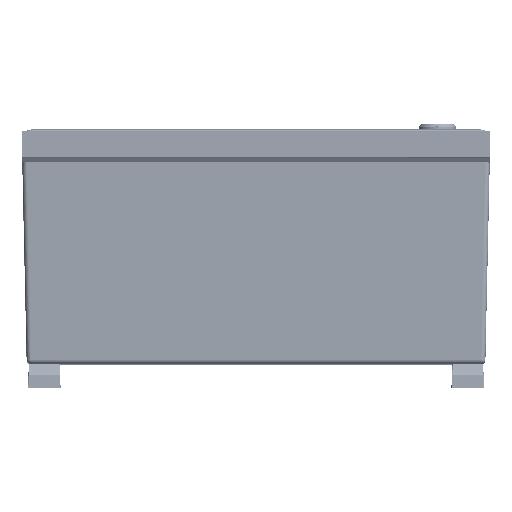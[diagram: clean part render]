
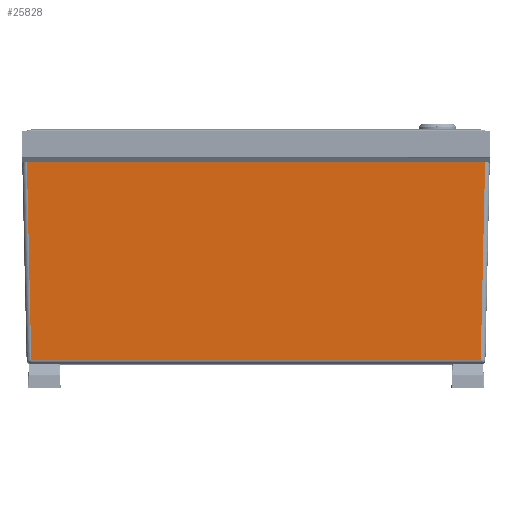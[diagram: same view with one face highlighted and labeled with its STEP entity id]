
A CAD part, top view. The second image highlights one B-rep face of the part: STEP entity #25828.
In plain terms, the highlighted face is planar.
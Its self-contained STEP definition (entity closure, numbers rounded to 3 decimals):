
#663=DIRECTION('',(1.,0.,0.));
#664=VECTOR('',#663,391.611);
#665=CARTESIAN_POINT('',(-195.805,172.625,187.792));
#666=LINE('',#665,#664);
#678=DIRECTION('',(0.022,-1.,-0.022));
#679=VECTOR('',#678,168.795);
#680=CARTESIAN_POINT('',(-195.805,172.625,187.792));
#681=LINE('',#680,#679);
#682=DIRECTION('',(0.022,1.,0.022));
#683=VECTOR('',#682,168.795);
#684=CARTESIAN_POINT('',(192.087,3.912,184.086));
#685=LINE('',#684,#683);
#686=DIRECTION('',(-1.,0.,0.));
#687=VECTOR('',#686,384.174);
#688=CARTESIAN_POINT('',(192.087,3.912,184.086));
#689=LINE('',#688,#687);
#23625=CARTESIAN_POINT('',(-195.805,172.625,
187.792));
#23626=CARTESIAN_POINT('',(-192.087,3.912,
184.086));
#23627=VERTEX_POINT('',#23625);
#23628=VERTEX_POINT('',#23626);
#23636=CARTESIAN_POINT('',(192.087,3.912,184.086));
#23637=VERTEX_POINT('',#23636);
#23638=CARTESIAN_POINT('',(195.805,172.625,187.792));
#23639=VERTEX_POINT('',#23638);
#25816=CARTESIAN_POINT('',(200.,173.,187.8));
#25817=DIRECTION('',(0.,0.022,-1.));
#25818=DIRECTION('',(0.,1.,0.022));
#25819=AXIS2_PLACEMENT_3D('',#25816,#25817,#25818);
#25820=PLANE('',#25819);
#25821=ORIENTED_EDGE('',*,*,#25385,.F.);
#25822=ORIENTED_EDGE('',*,*,#25787,.T.);
#25823=ORIENTED_EDGE('',*,*,#25692,.F.);
#25825=ORIENTED_EDGE('',*,*,#25824,.T.);
#25826=EDGE_LOOP('',(#25821,#25822,#25823,#25825));
#25827=FACE_OUTER_BOUND('',#25826,.F.);
#25385=EDGE_CURVE('',#23627,#23628,#681,.T.);
#25692=EDGE_CURVE('',#23637,#23639,#685,.T.);
#25787=EDGE_CURVE('',#23627,#23639,#666,.T.);
#25824=EDGE_CURVE('',#23637,#23628,#689,.T.);
#25828=ADVANCED_FACE('',(#25827),#25820,.F.);
